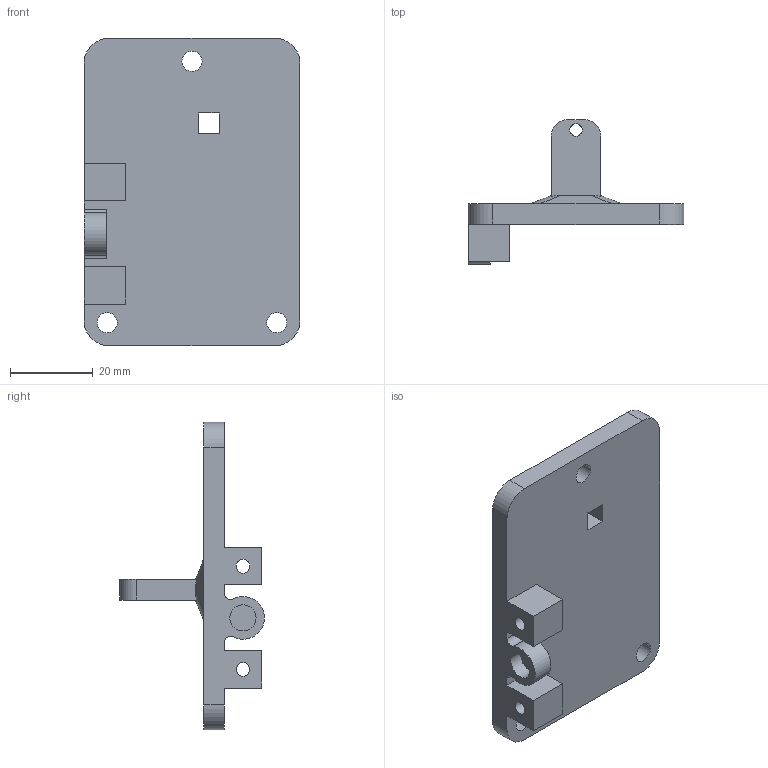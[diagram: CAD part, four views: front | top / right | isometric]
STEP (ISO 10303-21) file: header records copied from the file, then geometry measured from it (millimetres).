
FILE_DESCRIPTION(/* description */ ('STEP AP242','CAx-IF Rec.Pracs.---Representation and Presentation of Product Manufacturing Information (PMI)---4.0---2014-10-13','CAx-IF Rec.Pracs.---3D Tessellated Geometry---0.4---2014-09-14','2;1'),/* implementation_level */ '2;1');
FILE_NAME(/* name */ '68363cbfe4afb246b980920b',/* time_stamp */ '2025-05-27T22:29:20Z',/* author */ (''),/* organization */ (''),/* preprocessor_version */ 'ST-DEVELOPER v20',/* originating_system */ 'ONSHAPE BY PTC INC, 1.198',/* authorisation */ ' ');
FILE_SCHEMA (('AP242_MANAGED_MODEL_BASED_3D_ENGINEERING_MIM_LF { 1 0 10303 442 1 1 4 }'));
Length unit declared in the file: metre
Products named in the file (1): Base Tool
Bounding box: 52.34 x 35.08 x 74.52 mm (x, y, z)
Volume: 22093 mm3; surface area: 10966.2 mm2
Topology: 1 solids, 1 shells, 51 faces, 141 edges, 94 vertices
Faces by surface type: plane 31, cylinder 20
Full cylindrical faces by diameter (mm): 3 x1, 3.35 x2, 4.9 x3, 6.35 x1
Entity records: 1654 total; most frequent: DIRECTION 282, CARTESIAN_POINT 280, ORIENTED_EDGE 268, EDGE_CURVE 134, AXIS2_PLACEMENT_3D 96, VERTEX_POINT 94, LINE 90, VECTOR 90
